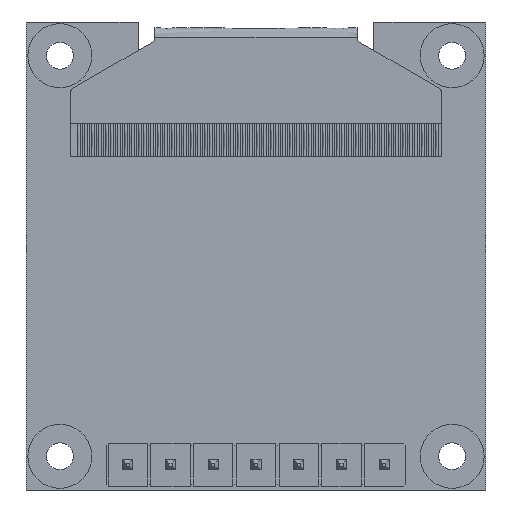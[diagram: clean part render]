
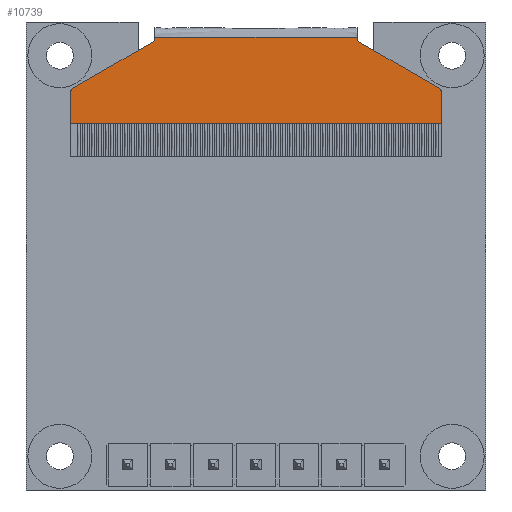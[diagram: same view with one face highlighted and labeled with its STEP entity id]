
A CAD part, front view. The second image highlights one B-rep face of the part: STEP entity #10739.
In plain terms, the highlighted planar face has unit normal (0, -1, 0).
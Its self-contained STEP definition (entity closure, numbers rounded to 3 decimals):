
#4269=CARTESIAN_POINT('',(24.65,-0.05,-6.0));
#4270=VERTEX_POINT('',#4269);
#4277=CARTESIAN_POINT('',(2.65,-0.05,-6.0));
#4278=VERTEX_POINT('',#4277);
#4279=CARTESIAN_POINT('',(24.65,-0.05,-6.0));
#4280=DIRECTION('',(-1.0,0.0,0.));
#4281=VECTOR('',#4280,22.0);
#4282=LINE('',#4279,#4281);
#4283=EDGE_CURVE('',#4270,#4278,#4282,.T.);
#10363=CARTESIAN_POINT('',(2.75,-0.05,-3.942));
#10364=VERTEX_POINT('',#10363);
#10371=CARTESIAN_POINT('',(7.55,-0.05,-1.171));
#10372=VERTEX_POINT('',#10371);
#10373=CARTESIAN_POINT('',(2.75,-0.05,-3.942));
#10374=DIRECTION('',(0.866,0.0,0.5));
#10375=VECTOR('',#10374,5.543);
#10376=LINE('',#10373,#10375);
#10377=EDGE_CURVE('',#10364,#10372,#10376,.T.);
#10396=CARTESIAN_POINT('',(2.65,-0.05,-4.115));
#10397=VERTEX_POINT('',#10396);
#10404=CARTESIAN_POINT('',(2.85,-0.05,-4.115));
#10405=DIRECTION('',(0.0,-1.0,0.0));
#10406=DIRECTION('',(0.0,0.0,-1.0));
#10407=AXIS2_PLACEMENT_3D('',#10404,#10405,#10406);
#10408=CIRCLE('',#10407,0.2);
#10409=EDGE_CURVE('',#10364,#10397,#10408,.T.);
#10422=CARTESIAN_POINT('',(2.65,-0.05,-6.0));
#10423=DIRECTION('',(0.0,0.0,1.0));
#10424=VECTOR('',#10423,1.885);
#10425=LINE('',#10422,#10424);
#10426=EDGE_CURVE('',#4278,#10397,#10425,.T.);
#10441=CARTESIAN_POINT('',(24.65,-0.05,-4.115));
#10442=VERTEX_POINT('',#10441);
#10443=CARTESIAN_POINT('',(24.65,-0.05,-6.0));
#10444=DIRECTION('',(0.,0.0,1.0));
#10445=VECTOR('',#10444,1.885);
#10446=LINE('',#10443,#10445);
#10447=EDGE_CURVE('',#4270,#10442,#10446,.T.);
#10469=CARTESIAN_POINT('',(24.55,-0.05,-3.942));
#10470=VERTEX_POINT('',#10469);
#10477=CARTESIAN_POINT('',(24.45,-0.05,-4.115));
#10478=DIRECTION('',(-0.0,1.0,-0.0));
#10479=DIRECTION('',(0.0,0.0,-1.0));
#10480=AXIS2_PLACEMENT_3D('',#10477,#10478,#10479);
#10481=CIRCLE('',#10480,0.2);
#10482=EDGE_CURVE('',#10470,#10442,#10481,.T.);
#10496=CARTESIAN_POINT('',(19.75,-0.05,-1.171));
#10497=VERTEX_POINT('',#10496);
#10504=CARTESIAN_POINT('',(24.55,-0.05,-3.942));
#10505=DIRECTION('',(-0.866,0.0,0.5));
#10506=VECTOR('',#10505,5.543);
#10507=LINE('',#10504,#10506);
#10508=EDGE_CURVE('',#10470,#10497,#10507,.T.);
#10521=CARTESIAN_POINT('',(19.65,-0.05,-0.998));
#10522=VERTEX_POINT('',#10521);
#10529=CARTESIAN_POINT('',(19.85,-0.05,-0.998));
#10530=DIRECTION('',(0.0,-1.0,0.0));
#10531=DIRECTION('',(0.0,0.0,-1.0));
#10532=AXIS2_PLACEMENT_3D('',#10529,#10530,#10531);
#10533=CIRCLE('',#10532,0.2);
#10534=EDGE_CURVE('',#10522,#10497,#10533,.T.);
#10575=CARTESIAN_POINT('',(19.65,-0.05,-0.893));
#10576=VERTEX_POINT('',#10575);
#10604=CARTESIAN_POINT('',(19.65,-0.05,-0.998));
#10605=DIRECTION('',(0.,0.0,1.0));
#10606=VECTOR('',#10605,0.105);
#10607=LINE('',#10604,#10606);
#10608=EDGE_CURVE('',#10522,#10576,#10607,.T.);
#10621=CARTESIAN_POINT('',(7.65,-0.05,-0.998));
#10622=VERTEX_POINT('',#10621);
#10629=CARTESIAN_POINT('',(7.65,-0.05,-0.893));
#10630=VERTEX_POINT('',#10629);
#10631=CARTESIAN_POINT('',(7.65,-0.05,-0.998));
#10632=DIRECTION('',(0.,0.0,1.0));
#10633=VECTOR('',#10632,0.105);
#10634=LINE('',#10631,#10633);
#10635=EDGE_CURVE('',#10622,#10630,#10634,.T.);
#10703=CARTESIAN_POINT('',(7.45,-0.05,-0.998));
#10704=DIRECTION('',(-0.0,1.0,-0.0));
#10705=DIRECTION('',(0.0,0.0,-1.0));
#10706=AXIS2_PLACEMENT_3D('',#10703,#10704,#10705);
#10707=CIRCLE('',#10706,0.2);
#10708=EDGE_CURVE('',#10622,#10372,#10707,.T.);
#10715=CARTESIAN_POINT('',(0.0,-0.05,0.0));
#10716=DIRECTION('',(0.0,-1.0,0.0));
#10717=DIRECTION('',(0.0,0.0,-1.0));
#10718=AXIS2_PLACEMENT_3D('',#10715,#10716,#10717);
#10719=PLANE('',#10718);
#10720=ORIENTED_EDGE('',*,*,#4283,.F.);
#10721=ORIENTED_EDGE('',*,*,#10447,.T.);
#10722=ORIENTED_EDGE('',*,*,#10482,.F.);
#10723=ORIENTED_EDGE('',*,*,#10508,.T.);
#10724=ORIENTED_EDGE('',*,*,#10534,.F.);
#10725=ORIENTED_EDGE('',*,*,#10608,.T.);
#10726=CARTESIAN_POINT('',(19.65,-0.05,-0.893));
#10727=DIRECTION('',(-1.0,0.0,0.));
#10728=VECTOR('',#10727,12.0);
#10729=LINE('',#10726,#10728);
#10730=EDGE_CURVE('',#10576,#10630,#10729,.T.);
#10731=ORIENTED_EDGE('',*,*,#10730,.T.);
#10732=ORIENTED_EDGE('',*,*,#10635,.F.);
#10733=ORIENTED_EDGE('',*,*,#10708,.T.);
#10734=ORIENTED_EDGE('',*,*,#10377,.F.);
#10735=ORIENTED_EDGE('',*,*,#10409,.T.);
#10736=ORIENTED_EDGE('',*,*,#10426,.F.);
#10737=EDGE_LOOP('',(#10720,#10721,#10722,#10723,#10724,#10725,#10731,#10732,#10733,#10734,#10735,#10736));
#10738=FACE_BOUND('',#10737,.T.);
#10739=ADVANCED_FACE('',(#10738),#10719,.T.);
